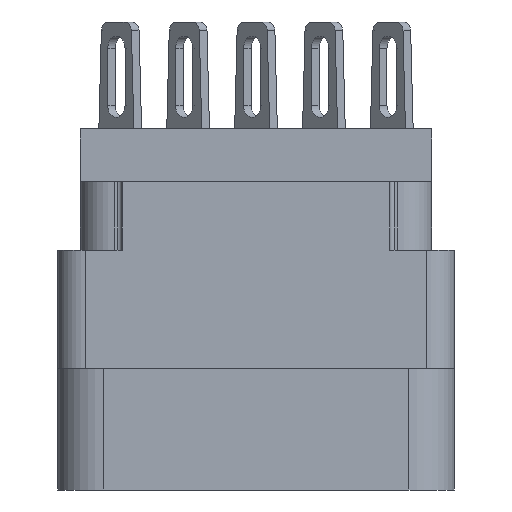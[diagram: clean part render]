
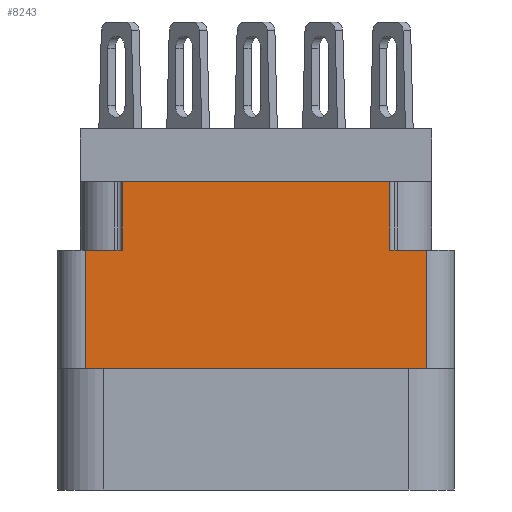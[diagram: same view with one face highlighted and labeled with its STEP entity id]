
A CAD part, left-side view. The second image highlights one B-rep face of the part: STEP entity #8243.
In plain terms, the highlighted planar face has unit normal (-1, 0, 0).
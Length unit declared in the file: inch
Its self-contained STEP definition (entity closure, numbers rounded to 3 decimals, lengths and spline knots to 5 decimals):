
#963 = CARTESIAN_POINT ( 'NONE',  ( -1., -0.296, -0.268 ) ) ;
#1055 = ORIENTED_EDGE ( 'NONE', *, *, #30170, .F. ) ;
#1785 = CARTESIAN_POINT ( 'NONE',  ( -1., -0.376, -0.798 ) ) ;
#2004 = DIRECTION ( 'NONE',  ( 0., 0., 1. ) ) ;
#3429 = ORIENTED_EDGE ( 'NONE', *, *, #27935, .F. ) ;
#3655 = CARTESIAN_POINT ( 'NONE',  ( -1., 0., -0.529 ) ) ;
#3780 = DIRECTION ( 'NONE',  ( 0., -1., 0. ) ) ;
#3817 = ORIENTED_EDGE ( 'NONE', *, *, #19379, .F. ) ;
#4624 = LINE ( 'NONE', #23264, #19184 ) ;
#6262 = CARTESIAN_POINT ( 'NONE',  ( -1., -0.376, -0.268 ) ) ;
#6621 = DIRECTION ( 'NONE',  ( 0., -1., 0. ) ) ;
#7789 = DIRECTION ( 'NONE',  ( 0., -1., 0. ) ) ;
#8230 = VERTEX_POINT ( 'NONE', #16856 ) ;
#8243 = ADVANCED_FACE ( 'NONE', ( #19653 ), #27134, .T. ) ;
#8442 = CARTESIAN_POINT ( 'NONE',  ( -1., -0.376, -0.529 ) ) ;
#8547 = AXIS2_PLACEMENT_3D ( 'NONE', #1785, #14672, #27359 ) ;
#9455 = VERTEX_POINT ( 'NONE', #18628 ) ;
#9469 = CARTESIAN_POINT ( 'NONE',  ( -1., -0.376, -0.798 ) ) ;
#9907 = LINE ( 'NONE', #19929, #17769 ) ;
#10305 = CARTESIAN_POINT ( 'NONE',  ( -1., 0.296, -0.268 ) ) ;
#10793 = VERTEX_POINT ( 'NONE', #6262 ) ;
#13155 = VECTOR ( 'NONE', #6621, 39.37008 ) ;
#13221 = EDGE_CURVE ( 'NONE', #25504, #9455, #21745, .T. ) ;
#13375 = LINE ( 'NONE', #9469, #31124 ) ;
#13697 = EDGE_CURVE ( 'NONE', #23826, #25216, #31314, .T. ) ;
#13989 = VECTOR ( 'NONE', #29091, 39.37008 ) ;
#14672 = DIRECTION ( 'NONE',  ( -1., 0., 0. ) ) ;
#14975 = VECTOR ( 'NONE', #3780, 39.37008 ) ;
#16192 = VERTEX_POINT ( 'NONE', #10305 ) ;
#16738 = VECTOR ( 'NONE', #2004, 39.37008 ) ;
#16856 = CARTESIAN_POINT ( 'NONE',  ( -1., 0.296, -0.117 ) ) ;
#17769 = VECTOR ( 'NONE', #7789, 39.37008 ) ;
#18093 = VERTEX_POINT ( 'NONE', #20784 ) ;
#18628 = CARTESIAN_POINT ( 'NONE',  ( -1., -0.296, -0.117 ) ) ;
#19184 = VECTOR ( 'NONE', #25577, 39.37008 ) ;
#19379 = EDGE_CURVE ( 'NONE', #8230, #9455, #25808, .T. ) ;
#19653 = FACE_OUTER_BOUND ( 'NONE', #20155, .T. ) ;
#19929 = CARTESIAN_POINT ( 'NONE',  ( -1., -0.296, -0.268 ) ) ;
#20155 = EDGE_LOOP ( 'NONE', ( #1055, #26489, #20825, #22626, #29764, #3817, #29625, #3429 ) ) ;
#20784 = CARTESIAN_POINT ( 'NONE',  ( -1., 0.376, -0.268 ) ) ;
#20825 = ORIENTED_EDGE ( 'NONE', *, *, #22906, .T. ) ;
#21095 = LINE ( 'NONE', #32310, #16738 ) ;
#21219 = CARTESIAN_POINT ( 'NONE',  ( -1., 0.376, -0.529 ) ) ;
#21519 = CARTESIAN_POINT ( 'NONE',  ( -1., 0.438, -0.268 ) ) ;
#21682 = LINE ( 'NONE', #21519, #14975 ) ;
#21745 = LINE ( 'NONE', #963, #22554 ) ;
#22554 = VECTOR ( 'NONE', #26097, 39.37008 ) ;
#22626 = ORIENTED_EDGE ( 'NONE', *, *, #26757, .F. ) ;
#22906 = EDGE_CURVE ( 'NONE', #25216, #10793, #13375, .T. ) ;
#23264 = CARTESIAN_POINT ( 'NONE',  ( -1., 0.376, -0.798 ) ) ;
#23826 = VERTEX_POINT ( 'NONE', #21219 ) ;
#25216 = VERTEX_POINT ( 'NONE', #8442 ) ;
#25504 = VERTEX_POINT ( 'NONE', #32351 ) ;
#25577 = DIRECTION ( 'NONE',  ( 0., 0., 1. ) ) ;
#25808 = LINE ( 'NONE', #26777, #13989 ) ;
#26097 = DIRECTION ( 'NONE',  ( 0., 0., 1. ) ) ;
#26149 = EDGE_CURVE ( 'NONE', #16192, #8230, #21095, .T. ) ;
#26489 = ORIENTED_EDGE ( 'NONE', *, *, #13697, .T. ) ;
#26757 = EDGE_CURVE ( 'NONE', #25504, #10793, #9907, .T. ) ;
#26777 = CARTESIAN_POINT ( 'NONE',  ( -1., 0.438, -0.117 ) ) ;
#27134 = PLANE ( 'NONE',  #8547 ) ;
#27359 = DIRECTION ( 'NONE',  ( 0., 0., 1. ) ) ;
#27935 = EDGE_CURVE ( 'NONE', #18093, #16192, #21682, .T. ) ;
#29091 = DIRECTION ( 'NONE',  ( 0., -1., 0. ) ) ;
#29625 = ORIENTED_EDGE ( 'NONE', *, *, #26149, .F. ) ;
#29760 = DIRECTION ( 'NONE',  ( 0., 0., 1. ) ) ;
#29764 = ORIENTED_EDGE ( 'NONE', *, *, #13221, .T. ) ;
#30170 = EDGE_CURVE ( 'NONE', #23826, #18093, #4624, .T. ) ;
#31124 = VECTOR ( 'NONE', #29760, 39.37008 ) ;
#31314 = LINE ( 'NONE', #3655, #13155 ) ;
#32310 = CARTESIAN_POINT ( 'NONE',  ( -1., 0.296, -0.268 ) ) ;
#32351 = CARTESIAN_POINT ( 'NONE',  ( -1., -0.296, -0.268 ) ) ;
